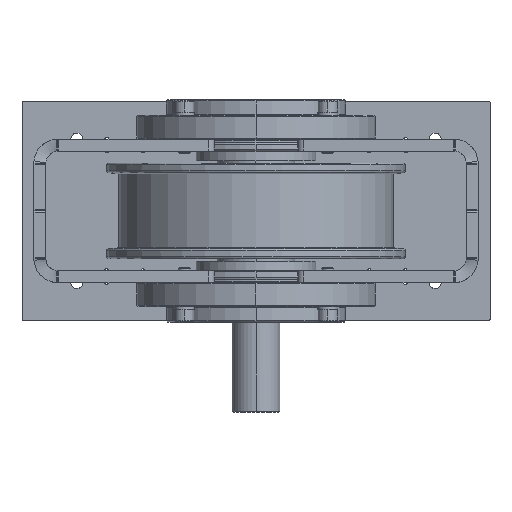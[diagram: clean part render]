
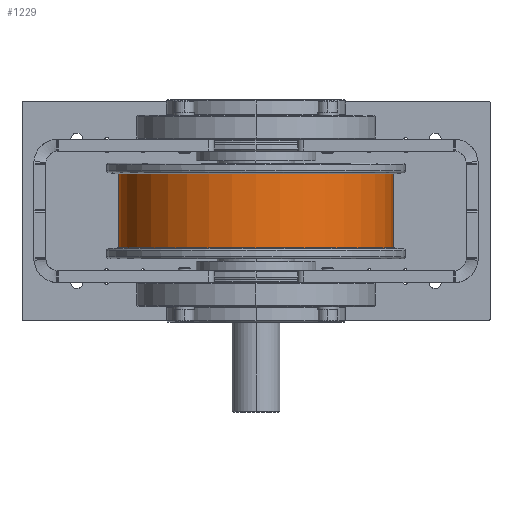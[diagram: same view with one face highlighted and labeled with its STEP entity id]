
A CAD part, front view. The second image highlights one B-rep face of the part: STEP entity #1229.
In plain terms, the highlighted cylindrical face has radius 115 mm (diameter 230 mm), a partial arc.
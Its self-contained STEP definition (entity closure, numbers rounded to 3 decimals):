
#1229=ADVANCED_FACE('',(#3155),#3156,.T.);
#3155=FACE_OUTER_BOUND('',#6124,.T.);
#3156=CYLINDRICAL_SURFACE('',#6125,115.0);
#6124=EDGE_LOOP('',(#10595,#10596,#10597,#10598));
#6125=AXIS2_PLACEMENT_3D('',#10599,#10600,#10601);
#10595=ORIENTED_EDGE('',*,*,#17308,.T.);
#10596=ORIENTED_EDGE('',*,*,#17316,.F.);
#10597=ORIENTED_EDGE('',*,*,#17319,.F.);
#10598=ORIENTED_EDGE('',*,*,#17317,.T.);
#10599=CARTESIAN_POINT('',(0.0,-135.0,35.256));
#10600=DIRECTION('',(-0.0,0.0,1.0));
#10601=DIRECTION('',(1.0,0.0,0.0));
#17308=EDGE_CURVE('',#21219,#21217,#21220,.T.);
#17316=EDGE_CURVE('',#21228,#21217,#21230,.T.);
#17317=EDGE_CURVE('',#21227,#21219,#21231,.T.);
#17319=EDGE_CURVE('',#21227,#21228,#21233,.T.);
#21217=VERTEX_POINT('',#26394);
#21219=VERTEX_POINT('',#26397);
#21220=CIRCLE('',#26398,115.0);
#21227=VERTEX_POINT('',#26406);
#21228=VERTEX_POINT('',#26407);
#21230=LINE('',#26409,#26410);
#21231=LINE('',#26411,#26412);
#21233=CIRCLE('',#26414,115.0);
#26394=CARTESIAN_POINT('',(-115.0,-135.0,31.0));
#26397=CARTESIAN_POINT('',(115.0,-135.0,31.0));
#26398=AXIS2_PLACEMENT_3D('',#31704,#31705,#31706);
#26406=CARTESIAN_POINT('',(115.0,-135.0,-31.0));
#26407=CARTESIAN_POINT('',(-115.0,-135.0,-31.0));
#26409=CARTESIAN_POINT('',(-115.0,-135.0,-31.0));
#26410=VECTOR('',#31717,62.0);
#26411=CARTESIAN_POINT('',(115.0,-135.0,-31.0));
#26412=VECTOR('',#31718,62.0);
#26414=AXIS2_PLACEMENT_3D('',#31719,#31720,#31721);
#31704=CARTESIAN_POINT('',(0.0,-135.0,31.0));
#31705=DIRECTION('',(0.0,0.0,-1.0));
#31706=DIRECTION('',(1.0,0.0,0.0));
#31717=DIRECTION('',(0.0,0.0,1.0));
#31718=DIRECTION('',(0.0,0.0,1.0));
#31719=CARTESIAN_POINT('',(0.0,-135.0,-31.0));
#31720=DIRECTION('',(0.0,0.0,-1.0));
#31721=DIRECTION('',(1.0,0.0,0.0));
